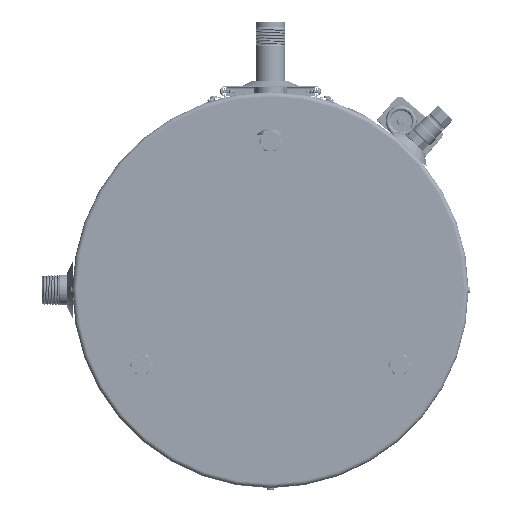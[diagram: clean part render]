
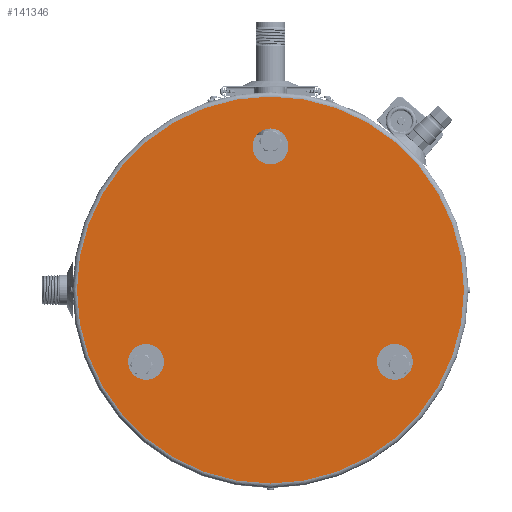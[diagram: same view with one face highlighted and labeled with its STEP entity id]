
A CAD part, front view. The second image highlights one B-rep face of the part: STEP entity #141346.
In plain terms, the highlighted planar face has unit normal (0, -1, 0).
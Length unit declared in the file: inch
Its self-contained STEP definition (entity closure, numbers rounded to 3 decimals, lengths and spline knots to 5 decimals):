
#7392 = VERTEX_POINT ( 'NONE', #51956 ) ;
#9860 = PLANE ( 'NONE',  #50251 ) ;
#10419 = CARTESIAN_POINT ( 'NONE',  ( 0., -0.53, 9. ) ) ;
#17844 = ORIENTED_EDGE ( 'NONE', *, *, #99185, .T. ) ;
#18016 = EDGE_LOOP ( 'NONE', ( #117100 ) ) ;
#22995 = FACE_BOUND ( 'NONE', #18016, .T. ) ;
#23097 = EDGE_LOOP ( 'NONE', ( #24533 ) ) ;
#23694 = FACE_BOUND ( 'NONE', #29017, .T. ) ;
#24533 = ORIENTED_EDGE ( 'NONE', *, *, #57225, .T. ) ;
#28336 = AXIS2_PLACEMENT_3D ( 'NONE', #76977, #112887, #101853 ) ;
#29017 = EDGE_LOOP ( 'NONE', ( #17844 ) ) ;
#29912 = CIRCLE ( 'NONE', #67372, 1. ) ;
#31642 = DIRECTION ( 'NONE',  ( 0., 0., 1. ) ) ;
#33291 = CARTESIAN_POINT ( 'NONE',  ( -6.9282, -0.53, -3. ) ) ;
#38505 = DIRECTION ( 'NONE',  ( 0., 1., 0. ) ) ;
#40042 = AXIS2_PLACEMENT_3D ( 'NONE', #56491, #55752, #31642 ) ;
#43464 = DIRECTION ( 'NONE',  ( 0., 0., 1. ) ) ;
#44853 = ORIENTED_EDGE ( 'NONE', *, *, #135937, .T. ) ;
#50071 = DIRECTION ( 'NONE',  ( 0., 0., -1. ) ) ;
#50251 = AXIS2_PLACEMENT_3D ( 'NONE', #99222, #122739, #43464 ) ;
#51956 = CARTESIAN_POINT ( 'NONE',  ( 6.9282, -0.53, -3. ) ) ;
#55752 = DIRECTION ( 'NONE',  ( 0., 1., 0. ) ) ;
#56491 = CARTESIAN_POINT ( 'NONE',  ( 6.9282, -0.53, -4. ) ) ;
#57225 = EDGE_CURVE ( 'NONE', #59228, #59228, #140835, .T. ) ;
#59228 = VERTEX_POINT ( 'NONE', #10419 ) ;
#66929 = FACE_BOUND ( 'NONE', #23097, .T. ) ;
#67372 = AXIS2_PLACEMENT_3D ( 'NONE', #94269, #38505, #74434 ) ;
#67668 = FACE_OUTER_BOUND ( 'NONE', #91705, .T. ) ;
#74434 = DIRECTION ( 'NONE',  ( 0., 0., 1. ) ) ;
#76977 = CARTESIAN_POINT ( 'NONE',  ( 0., -0.53, 8. ) ) ;
#78767 = EDGE_CURVE ( 'NONE', #112483, #112483, #29912, .T. ) ;
#81721 = CARTESIAN_POINT ( 'NONE',  ( 0., -0.53, 0. ) ) ;
#85017 = CIRCLE ( 'NONE', #110828, 10.78 ) ;
#91705 = EDGE_LOOP ( 'NONE', ( #44853 ) ) ;
#94269 = CARTESIAN_POINT ( 'NONE',  ( -6.9282, -0.53, -4. ) ) ;
#99185 = EDGE_CURVE ( 'NONE', #7392, #7392, #115060, .T. ) ;
#99222 = CARTESIAN_POINT ( 'NONE',  ( 0., -0.53, 0. ) ) ;
#99933 = VERTEX_POINT ( 'NONE', #111666 ) ;
#101853 = DIRECTION ( 'NONE',  ( 0., 0., 1. ) ) ;
#110828 = AXIS2_PLACEMENT_3D ( 'NONE', #81721, #127961, #50071 ) ;
#111666 = CARTESIAN_POINT ( 'NONE',  ( 0., -0.53, -10.78 ) ) ;
#112483 = VERTEX_POINT ( 'NONE', #33291 ) ;
#112887 = DIRECTION ( 'NONE',  ( 0., 1., 0. ) ) ;
#115060 = CIRCLE ( 'NONE', #40042, 1. ) ;
#117100 = ORIENTED_EDGE ( 'NONE', *, *, #78767, .T. ) ;
#122739 = DIRECTION ( 'NONE',  ( 0., 1., 0. ) ) ;
#127961 = DIRECTION ( 'NONE',  ( 0., -1., 0. ) ) ;
#135937 = EDGE_CURVE ( 'NONE', #99933, #99933, #85017, .T. ) ;
#140835 = CIRCLE ( 'NONE', #28336, 1. ) ;
#141346 = ADVANCED_FACE ( 'NONE', ( #23694, #22995, #66929, #67668 ), #9860, .F. ) ;
